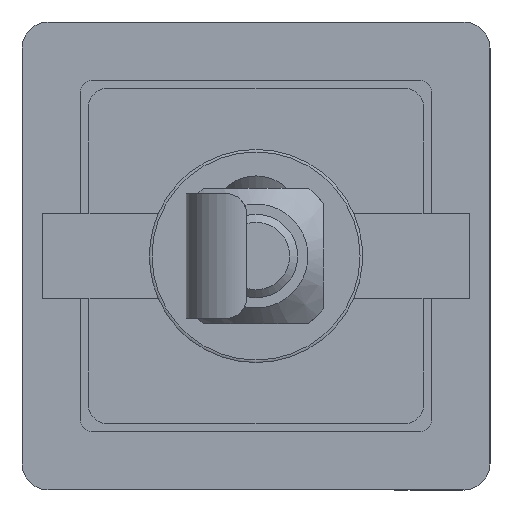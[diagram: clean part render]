
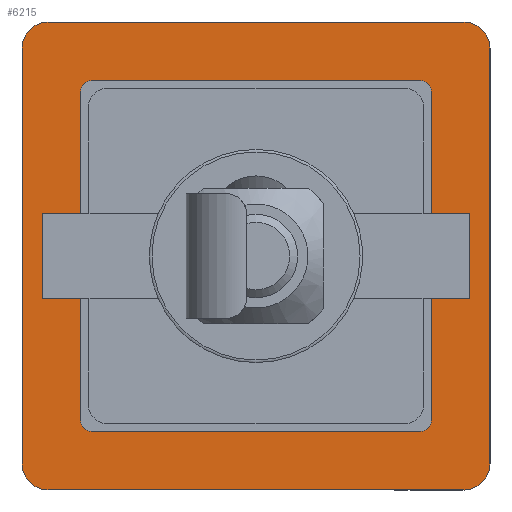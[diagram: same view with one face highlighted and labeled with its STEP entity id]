
A CAD part, front view. The second image highlights one B-rep face of the part: STEP entity #6215.
In plain terms, the highlighted planar face has unit normal (0, -1, 0).
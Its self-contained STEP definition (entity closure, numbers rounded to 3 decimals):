
#296=FACE_BOUND('',#2062,.T.);
#582=LINE('',#9915,#1071);
#601=LINE('',#9990,#1090);
#605=LINE('',#10002,#1094);
#609=LINE('',#10014,#1098);
#611=LINE('',#10022,#1100);
#613=LINE('',#10029,#1102);
#614=LINE('',#10033,#1103);
#615=LINE('',#10037,#1104);
#1071=VECTOR('',#7719,1.);
#1090=VECTOR('',#7784,1.);
#1094=VECTOR('',#7796,1.);
#1098=VECTOR('',#7808,1.);
#1100=VECTOR('',#7818,1.);
#1102=VECTOR('',#7826,1.);
#1103=VECTOR('',#7829,1.);
#1104=VECTOR('',#7832,1.);
#1468=PLANE('',#6781);
#1675=FACE_OUTER_BOUND('',#2061,.T.);
#2061=EDGE_LOOP('',(#4651,#4652,#4653,#4654,#4655,#4656,#4657,#4658));
#2062=EDGE_LOOP('',(#4659,#4660,#4661,#4662,#4663,#4664,#4665,#4666));
#2383=CIRCLE('',#6765,1.);
#2385=CIRCLE('',#6769,1.);
#2387=CIRCLE('',#6773,1.);
#2389=CIRCLE('',#6777,1.);
#2391=CIRCLE('',#6782,2.5);
#2392=CIRCLE('',#6783,2.5);
#2393=CIRCLE('',#6784,2.5);
#2394=CIRCLE('',#6785,2.5);
#2795=VERTEX_POINT('',#9911);
#2797=VERTEX_POINT('',#9914);
#2825=VERTEX_POINT('',#9977);
#2826=VERTEX_POINT('',#9978);
#2830=VERTEX_POINT('',#9988);
#2831=VERTEX_POINT('',#9992);
#2834=VERTEX_POINT('',#10000);
#2835=VERTEX_POINT('',#10004);
#2838=VERTEX_POINT('',#10012);
#2839=VERTEX_POINT('',#10016);
#2841=VERTEX_POINT('',#10026);
#2842=VERTEX_POINT('',#10028);
#2843=VERTEX_POINT('',#10030);
#2844=VERTEX_POINT('',#10032);
#2845=VERTEX_POINT('',#10034);
#2846=VERTEX_POINT('',#10036);
#3456=EDGE_CURVE('',#2797,#2795,#582,.T.);
#3487=EDGE_CURVE('',#2825,#2826,#2383,.T.);
#3493=EDGE_CURVE('',#2826,#2830,#601,.T.);
#3494=EDGE_CURVE('',#2830,#2831,#2385,.T.);
#3499=EDGE_CURVE('',#2831,#2834,#605,.T.);
#3500=EDGE_CURVE('',#2834,#2835,#2387,.T.);
#3505=EDGE_CURVE('',#2835,#2838,#609,.T.);
#3506=EDGE_CURVE('',#2838,#2839,#2389,.T.);
#3509=EDGE_CURVE('',#2839,#2825,#611,.T.);
#3511=EDGE_CURVE('',#2841,#2795,#2391,.T.);
#3512=EDGE_CURVE('',#2841,#2842,#613,.T.);
#3513=EDGE_CURVE('',#2843,#2842,#2392,.T.);
#3514=EDGE_CURVE('',#2843,#2844,#614,.T.);
#3515=EDGE_CURVE('',#2845,#2844,#2393,.T.);
#3516=EDGE_CURVE('',#2846,#2845,#615,.T.);
#3517=EDGE_CURVE('',#2797,#2846,#2394,.T.);
#4651=ORIENTED_EDGE('',*,*,#3511,.F.);
#4652=ORIENTED_EDGE('',*,*,#3512,.T.);
#4653=ORIENTED_EDGE('',*,*,#3513,.F.);
#4654=ORIENTED_EDGE('',*,*,#3514,.T.);
#4655=ORIENTED_EDGE('',*,*,#3515,.F.);
#4656=ORIENTED_EDGE('',*,*,#3516,.F.);
#4657=ORIENTED_EDGE('',*,*,#3517,.F.);
#4658=ORIENTED_EDGE('',*,*,#3456,.T.);
#4659=ORIENTED_EDGE('',*,*,#3487,.T.);
#4660=ORIENTED_EDGE('',*,*,#3493,.T.);
#4661=ORIENTED_EDGE('',*,*,#3494,.T.);
#4662=ORIENTED_EDGE('',*,*,#3499,.T.);
#4663=ORIENTED_EDGE('',*,*,#3500,.T.);
#4664=ORIENTED_EDGE('',*,*,#3505,.T.);
#4665=ORIENTED_EDGE('',*,*,#3506,.T.);
#4666=ORIENTED_EDGE('',*,*,#3509,.T.);
#6215=ADVANCED_FACE('',(#1675,#296),#1468,.F.);
#6765=AXIS2_PLACEMENT_3D('',#9979,#7774,#7775);
#6769=AXIS2_PLACEMENT_3D('',#9993,#7787,#7788);
#6773=AXIS2_PLACEMENT_3D('',#10005,#7799,#7800);
#6777=AXIS2_PLACEMENT_3D('',#10017,#7811,#7812);
#6781=AXIS2_PLACEMENT_3D('',#10025,#7822,#7823);
#6782=AXIS2_PLACEMENT_3D('',#10027,#7824,#7825);
#6783=AXIS2_PLACEMENT_3D('',#10031,#7827,#7828);
#6784=AXIS2_PLACEMENT_3D('',#10035,#7830,#7831);
#6785=AXIS2_PLACEMENT_3D('',#10038,#7833,#7834);
#7719=DIRECTION('',(-1.,0.,0.));
#7774=DIRECTION('center_axis',(0.,1.,0.));
#7775=DIRECTION('ref_axis',(-0.707,0.,0.707));
#7784=DIRECTION('',(1.,0.,0.));
#7787=DIRECTION('center_axis',(0.,1.,0.));
#7788=DIRECTION('ref_axis',(0.707,0.,0.707));
#7796=DIRECTION('',(0.,0.,-1.));
#7799=DIRECTION('center_axis',(0.,1.,0.));
#7800=DIRECTION('ref_axis',(0.707,0.,-0.707));
#7808=DIRECTION('',(-1.,0.,0.));
#7811=DIRECTION('center_axis',(0.,1.,0.));
#7812=DIRECTION('ref_axis',(-0.707,0.,-0.707));
#7818=DIRECTION('',(0.,0.,1.));
#7822=DIRECTION('center_axis',(0.,1.,0.));
#7823=DIRECTION('ref_axis',(-1.,0.,0.));
#7824=DIRECTION('center_axis',(0.,1.,0.));
#7825=DIRECTION('ref_axis',(-0.707,0.,0.707));
#7826=DIRECTION('',(0.,0.,-1.));
#7827=DIRECTION('center_axis',(0.,1.,0.));
#7828=DIRECTION('ref_axis',(-0.707,0.,-0.707));
#7829=DIRECTION('',(1.,0.,0.));
#7830=DIRECTION('center_axis',(0.,1.,0.));
#7831=DIRECTION('ref_axis',(0.707,0.,-0.707));
#7832=DIRECTION('',(0.,0.,-1.));
#7833=DIRECTION('center_axis',(0.,1.,0.));
#7834=DIRECTION('ref_axis',(0.707,0.,0.707));
#9911=CARTESIAN_POINT('',(-20.,-30.,0.));
#9914=CARTESIAN_POINT('',(20.,-30.,0.));
#9915=CARTESIAN_POINT('',(22.5,-30.,0.));
#9977=CARTESIAN_POINT('',(-16.85,-30.,-6.65));
#9978=CARTESIAN_POINT('',(-15.85,-30.,-5.65));
#9979=CARTESIAN_POINT('Origin',(-15.85,-30.,-6.65));
#9988=CARTESIAN_POINT('',(15.85,-30.,-5.65));
#9990=CARTESIAN_POINT('',(-8.425,-30.,-5.65));
#9992=CARTESIAN_POINT('',(16.85,-30.,-6.65));
#9993=CARTESIAN_POINT('Origin',(15.85,-30.,-6.65));
#10000=CARTESIAN_POINT('',(16.85,-30.,-38.35));
#10002=CARTESIAN_POINT('',(16.85,-30.,-14.075));
#10004=CARTESIAN_POINT('',(15.85,-30.,-39.35));
#10005=CARTESIAN_POINT('Origin',(15.85,-30.,-38.35));
#10012=CARTESIAN_POINT('',(-15.85,-30.,-39.35));
#10014=CARTESIAN_POINT('',(8.425,-30.,-39.35));
#10016=CARTESIAN_POINT('',(-16.85,-30.,-38.35));
#10017=CARTESIAN_POINT('Origin',(-15.85,-30.,-38.35));
#10022=CARTESIAN_POINT('',(-16.85,-30.,-30.925));
#10025=CARTESIAN_POINT('Origin',(0.,-30.,-22.5));
#10026=CARTESIAN_POINT('',(-22.5,-30.,-2.5));
#10027=CARTESIAN_POINT('Origin',(-20.,-30.,-2.5));
#10028=CARTESIAN_POINT('',(-22.5,-30.,-42.5));
#10029=CARTESIAN_POINT('',(-22.5,-30.,0.));
#10030=CARTESIAN_POINT('',(-20.,-30.,-45.));
#10031=CARTESIAN_POINT('Origin',(-20.,-30.,-42.5));
#10032=CARTESIAN_POINT('',(20.,-30.,-45.));
#10033=CARTESIAN_POINT('',(22.5,-30.,-45.));
#10034=CARTESIAN_POINT('',(22.5,-30.,-42.5));
#10035=CARTESIAN_POINT('Origin',(20.,-30.,-42.5));
#10036=CARTESIAN_POINT('',(22.5,-30.,-2.5));
#10037=CARTESIAN_POINT('',(22.5,-30.,0.));
#10038=CARTESIAN_POINT('Origin',(20.,-30.,-2.5));
